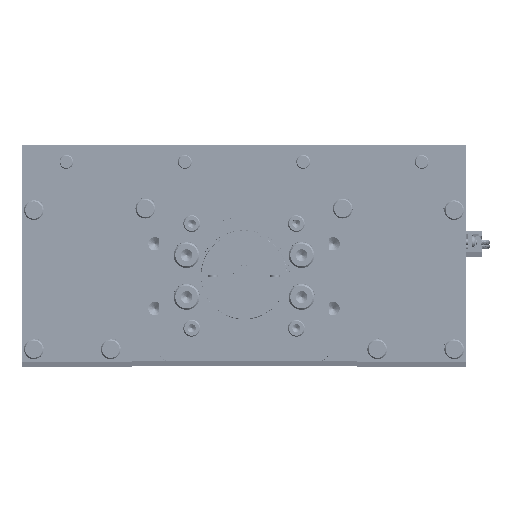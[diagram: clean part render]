
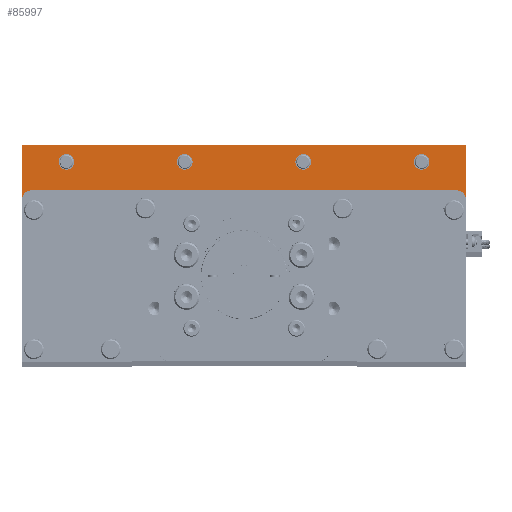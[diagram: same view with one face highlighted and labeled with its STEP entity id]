
A CAD part, top view. The second image highlights one B-rep face of the part: STEP entity #85997.
In plain terms, the highlighted planar face has unit normal (0, 0, 1).
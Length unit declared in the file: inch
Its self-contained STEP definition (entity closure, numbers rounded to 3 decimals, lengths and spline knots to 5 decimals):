
#166 = DIRECTION ( 'NONE',  ( 0., 1., 0. ) ) ;
#1714 = VECTOR ( 'NONE', #59276, 39.37008 ) ;
#2167 = LINE ( 'NONE', #114531, #47444 ) ;
#2415 = DIRECTION ( 'NONE',  ( 0., 0., 1. ) ) ;
#3383 = EDGE_LOOP ( 'NONE', ( #11615 ) ) ;
#5519 = VECTOR ( 'NONE', #83322, 39.37008 ) ;
#8050 = DIRECTION ( 'NONE',  ( 0., 0., 1. ) ) ;
#10073 = ORIENTED_EDGE ( 'NONE', *, *, #27611, .F. ) ;
#10230 = EDGE_CURVE ( 'NONE', #118016, #101773, #10810, .T. ) ;
#10810 = LINE ( 'NONE', #47656, #5519 ) ;
#11482 = DIRECTION ( 'NONE',  ( 0., 1., 0. ) ) ;
#11615 = ORIENTED_EDGE ( 'NONE', *, *, #24374, .F. ) ;
#13151 = EDGE_CURVE ( 'NONE', #102709, #102709, #30308, .T. ) ;
#14733 = CIRCLE ( 'NONE', #109226, 0.15551 ) ;
#15299 = DIRECTION ( 'NONE',  ( 0., 0., -1. ) ) ;
#17321 = VERTEX_POINT ( 'NONE', #109728 ) ;
#18297 = CARTESIAN_POINT ( 'NONE',  ( 3.54331, 2.28346, 5.98425 ) ) ;
#19748 = ORIENTED_EDGE ( 'NONE', *, *, #13151, .F. ) ;
#21468 = EDGE_LOOP ( 'NONE', ( #71240 ) ) ;
#21851 = ORIENTED_EDGE ( 'NONE', *, *, #99071, .F. ) ;
#22567 = FACE_BOUND ( 'NONE', #21468, .T. ) ;
#24374 = EDGE_CURVE ( 'NONE', #17321, #17321, #14733, .T. ) ;
#26901 = CIRCLE ( 'NONE', #84778, 0.15551 ) ;
#27611 = EDGE_CURVE ( 'NONE', #58483, #97261, #2167, .T. ) ;
#28008 = CARTESIAN_POINT ( 'NONE',  ( -3.54331, 2.28346, 5.98425 ) ) ;
#29178 = DIRECTION ( 'NONE',  ( 0., 1., 0. ) ) ;
#29925 = DIRECTION ( 'NONE',  ( 0., -1., 0. ) ) ;
#30308 = CIRCLE ( 'NONE', #45789, 0.15551 ) ;
#31388 = DIRECTION ( 'NONE',  ( 0., 0., 1. ) ) ;
#32121 = EDGE_CURVE ( 'NONE', #118016, #58483, #115212, .T. ) ;
#32437 = DIRECTION ( 'NONE',  ( 1., 0., 0. ) ) ;
#32804 = FACE_OUTER_BOUND ( 'NONE', #113919, .T. ) ;
#37314 = CIRCLE ( 'NONE', #110622, 0.15551 ) ;
#39942 = CARTESIAN_POINT ( 'NONE',  ( 4.42913, 1.58465, 5.98425 ) ) ;
#41290 = FACE_BOUND ( 'NONE', #76234, .T. ) ;
#42479 = PLANE ( 'NONE',  #106695 ) ;
#43696 = ORIENTED_EDGE ( 'NONE', *, *, #82505, .T. ) ;
#45789 = AXIS2_PLACEMENT_3D ( 'NONE', #18297, #8050, #166 ) ;
#47444 = VECTOR ( 'NONE', #29925, 39.37008 ) ;
#47656 = CARTESIAN_POINT ( 'NONE',  ( -4.42913, 2.61811, 5.98425 ) ) ;
#49048 = ORIENTED_EDGE ( 'NONE', *, *, #10230, .T. ) ;
#58483 = VERTEX_POINT ( 'NONE', #113969 ) ;
#58996 = CARTESIAN_POINT ( 'NONE',  ( -3.54331, 2.43898, 5.98425 ) ) ;
#59276 = DIRECTION ( 'NONE',  ( 1., 0., 0. ) ) ;
#60179 = VERTEX_POINT ( 'NONE', #58996 ) ;
#65289 = CARTESIAN_POINT ( 'NONE',  ( 1.1811, 2.28346, 5.98425 ) ) ;
#70254 = FACE_BOUND ( 'NONE', #3383, .T. ) ;
#71240 = ORIENTED_EDGE ( 'NONE', *, *, #110640, .F. ) ;
#76234 = EDGE_LOOP ( 'NONE', ( #19748 ) ) ;
#79324 = CARTESIAN_POINT ( 'NONE',  ( 4.42913, 2.61811, 5.98425 ) ) ;
#79911 = FACE_BOUND ( 'NONE', #84604, .T. ) ;
#79947 = CARTESIAN_POINT ( 'NONE',  ( 4.42913, 1.58465, 5.98425 ) ) ;
#82505 = EDGE_CURVE ( 'NONE', #101773, #97261, #106933, .T. ) ;
#83322 = DIRECTION ( 'NONE',  ( 0., -1., 0. ) ) ;
#84604 = EDGE_LOOP ( 'NONE', ( #21851 ) ) ;
#84778 = AXIS2_PLACEMENT_3D ( 'NONE', #28008, #101728, #29178 ) ;
#85997 = ADVANCED_FACE ( 'NONE', ( #22567, #41290, #79911, #70254, #32804 ), #42479, .F. ) ;
#87228 = CARTESIAN_POINT ( 'NONE',  ( 1.1811, 2.43898, 5.98425 ) ) ;
#88981 = DIRECTION ( 'NONE',  ( 0., -1., 0. ) ) ;
#91277 = CARTESIAN_POINT ( 'NONE',  ( 3.54331, 2.43898, 5.98425 ) ) ;
#91704 = VECTOR ( 'NONE', #32437, 39.37008 ) ;
#94236 = CARTESIAN_POINT ( 'NONE',  ( -1.1811, 2.28346, 5.98425 ) ) ;
#94246 = DIRECTION ( 'NONE',  ( 0., 1., 0. ) ) ;
#94464 = VERTEX_POINT ( 'NONE', #87228 ) ;
#94658 = ORIENTED_EDGE ( 'NONE', *, *, #32121, .F. ) ;
#97261 = VERTEX_POINT ( 'NONE', #79947 ) ;
#98231 = CARTESIAN_POINT ( 'NONE',  ( -4.42913, 1.58465, 5.98425 ) ) ;
#99071 = EDGE_CURVE ( 'NONE', #94464, #94464, #37314, .T. ) ;
#101728 = DIRECTION ( 'NONE',  ( 0., 0., 1. ) ) ;
#101773 = VERTEX_POINT ( 'NONE', #98231 ) ;
#102709 = VERTEX_POINT ( 'NONE', #91277 ) ;
#103121 = CARTESIAN_POINT ( 'NONE',  ( 4.42913, 2.61811, 5.98425 ) ) ;
#106695 = AXIS2_PLACEMENT_3D ( 'NONE', #79324, #15299, #88981 ) ;
#106933 = LINE ( 'NONE', #39942, #1714 ) ;
#109226 = AXIS2_PLACEMENT_3D ( 'NONE', #94236, #31388, #11482 ) ;
#109728 = CARTESIAN_POINT ( 'NONE',  ( -1.1811, 2.43898, 5.98425 ) ) ;
#110622 = AXIS2_PLACEMENT_3D ( 'NONE', #65289, #2415, #94246 ) ;
#110640 = EDGE_CURVE ( 'NONE', #60179, #60179, #26901, .T. ) ;
#111862 = CARTESIAN_POINT ( 'NONE',  ( -4.42913, 2.61811, 5.98425 ) ) ;
#113919 = EDGE_LOOP ( 'NONE', ( #43696, #10073, #94658, #49048 ) ) ;
#113969 = CARTESIAN_POINT ( 'NONE',  ( 4.42913, 2.61811, 5.98425 ) ) ;
#114531 = CARTESIAN_POINT ( 'NONE',  ( 4.42913, 2.61811, 5.98425 ) ) ;
#115212 = LINE ( 'NONE', #103121, #91704 ) ;
#118016 = VERTEX_POINT ( 'NONE', #111862 ) ;
